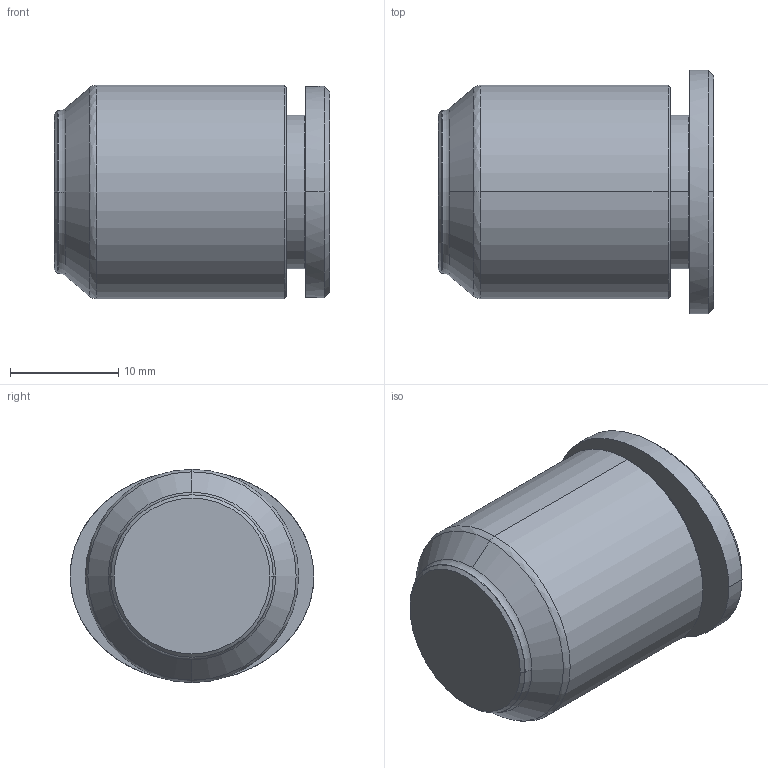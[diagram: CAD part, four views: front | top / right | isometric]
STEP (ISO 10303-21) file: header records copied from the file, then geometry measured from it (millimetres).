
FILE_DESCRIPTION (( 'STEP AP214' ), '1' );
FILE_NAME ('PPF12.STEP', '2015-11-02T15:39:58', ( '' ), ( '' ), 'SwSTEP 2.0', 'SolidWorks 2015', '' );
FILE_SCHEMA (( 'AUTOMOTIVE_DESIGN' ));
Length unit declared in the file: millimetre
Products named in the file (2): PPF12; ｦ+ﾃｦ1
Assembly tree (1 placements, depth 2):
  PPF12
    ｦ+ﾃｦ1
Bounding box: 25.4 x 22.5 x 19.7 mm (x, y, z)
Volume: 4653.3 mm3; surface area: 3242.7 mm2
Topology: 1 solids, 1 shells, 369 faces, 1054 edges, 700 vertices
Faces by surface type: plane 337, bspline 11, cone 10, cylinder 9, torus 2
Entity records: 12802 total; most frequent: CARTESIAN_POINT 2953, ORIENTED_EDGE 2108, DIRECTION 1798, EDGE_CURVE 1054, LINE 990, VECTOR 990, VERTEX_POINT 700, AXIS2_PLACEMENT_3D 404
